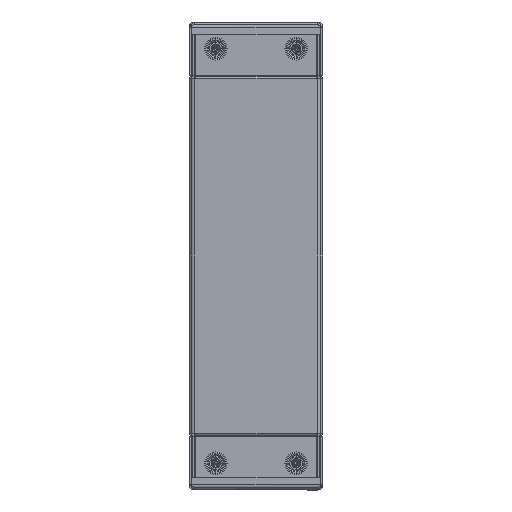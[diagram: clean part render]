
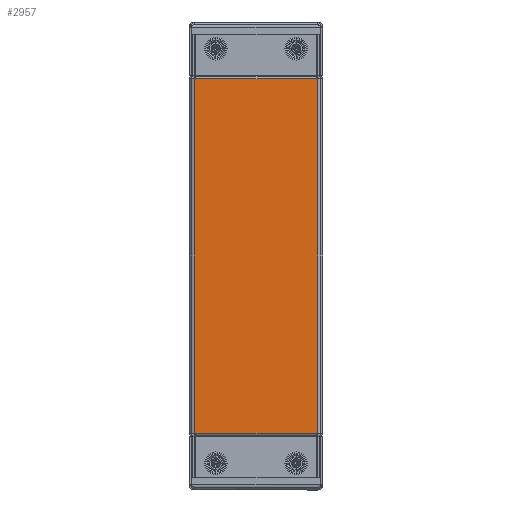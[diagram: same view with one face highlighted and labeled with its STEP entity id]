
A CAD part, left-side view. The second image highlights one B-rep face of the part: STEP entity #2957.
In plain terms, the highlighted face is planar.
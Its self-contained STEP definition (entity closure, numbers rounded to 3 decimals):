
#65 = FACE_OUTER_BOUND ( 'NONE', #9186, .T. ) ;
#81 = CARTESIAN_POINT ( 'NONE',  ( -132.5, 50., 0. ) ) ;
#217 = VERTEX_POINT ( 'NONE', #8555 ) ;
#395 = CARTESIAN_POINT ( 'NONE',  ( -132.5, -46., 0. ) ) ;
#461 = CARTESIAN_POINT ( 'NONE',  ( 132.5, 45.241, 0. ) ) ;
#464 = DIRECTION ( 'NONE',  ( 0., 1., 0. ) ) ;
#571 = VERTEX_POINT ( 'NONE', #8035 ) ;
#629 = CARTESIAN_POINT ( 'NONE',  ( 166., 46., 0. ) ) ;
#742 = VERTEX_POINT ( 'NONE', #461 ) ;
#1032 = LINE ( 'NONE', #3393, #3885 ) ;
#1163 = DIRECTION ( 'NONE',  ( 0., -1., 0. ) ) ;
#1389 = ORIENTED_EDGE ( 'NONE', *, *, #3076, .T. ) ;
#1509 = VECTOR ( 'NONE', #6333, 1000. ) ;
#1591 = LINE ( 'NONE', #4000, #2051 ) ;
#1812 = EDGE_CURVE ( 'NONE', #2339, #3822, #8368, .T. ) ;
#1964 = ORIENTED_EDGE ( 'NONE', *, *, #1812, .T. ) ;
#2051 = VECTOR ( 'NONE', #1163, 1000. ) ;
#2179 = VECTOR ( 'NONE', #2391, 1000. ) ;
#2249 = ORIENTED_EDGE ( 'NONE', *, *, #5780, .T. ) ;
#2308 = CARTESIAN_POINT ( 'NONE',  ( -132.5, -45.241, 0. ) ) ;
#2339 = VERTEX_POINT ( 'NONE', #6627 ) ;
#2391 = DIRECTION ( 'NONE',  ( 0., 1., 0. ) ) ;
#2473 = ORIENTED_EDGE ( 'NONE', *, *, #2995, .F. ) ;
#2788 = CARTESIAN_POINT ( 'NONE',  ( 132.5, -50., 0. ) ) ;
#2832 = DIRECTION ( 'NONE',  ( -1., 0., 0. ) ) ;
#2957 = ADVANCED_FACE ( 'NONE', ( #65 ), #8464, .F. ) ;
#2987 = VERTEX_POINT ( 'NONE', #4175 ) ;
#2995 = EDGE_CURVE ( 'NONE', #742, #2987, #5049, .T. ) ;
#3076 = EDGE_CURVE ( 'NONE', #7237, #217, #8180, .T. ) ;
#3393 = CARTESIAN_POINT ( 'NONE',  ( -132.5, -50., 0. ) ) ;
#3403 = AXIS2_PLACEMENT_3D ( 'NONE', #8495, #4291, #2832 ) ;
#3544 = VECTOR ( 'NONE', #5564, 1000. ) ;
#3822 = VERTEX_POINT ( 'NONE', #4548 ) ;
#3885 = VECTOR ( 'NONE', #464, 1000. ) ;
#4000 = CARTESIAN_POINT ( 'NONE',  ( 132.5, 50., 0. ) ) ;
#4175 = CARTESIAN_POINT ( 'NONE',  ( 132.5, -45.241, 0. ) ) ;
#4232 = VERTEX_POINT ( 'NONE', #2308 ) ;
#4291 = DIRECTION ( 'NONE',  ( 0., 0., -1. ) ) ;
#4548 = CARTESIAN_POINT ( 'NONE',  ( -132.5, 46., 0. ) ) ;
#4851 = ORIENTED_EDGE ( 'NONE', *, *, #6825, .F. ) ;
#4892 = CARTESIAN_POINT ( 'NONE',  ( -132.5, 50., 0. ) ) ;
#4932 = DIRECTION ( 'NONE',  ( 0., -1., 0. ) ) ;
#5049 = LINE ( 'NONE', #5689, #5164 ) ;
#5164 = VECTOR ( 'NONE', #4932, 1000. ) ;
#5511 = VECTOR ( 'NONE', #9168, 1000. ) ;
#5564 = DIRECTION ( 'NONE',  ( 0., -1., 0. ) ) ;
#5689 = CARTESIAN_POINT ( 'NONE',  ( 132.5, 50., 0. ) ) ;
#5780 = EDGE_CURVE ( 'NONE', #571, #4232, #7449, .T. ) ;
#6134 = EDGE_CURVE ( 'NONE', #571, #3822, #6216, .T. ) ;
#6139 = ORIENTED_EDGE ( 'NONE', *, *, #8336, .F. ) ;
#6216 = LINE ( 'NONE', #81, #2179 ) ;
#6333 = DIRECTION ( 'NONE',  ( -1., 0., 0. ) ) ;
#6627 = CARTESIAN_POINT ( 'NONE',  ( 132.5, 46., 0. ) ) ;
#6825 = EDGE_CURVE ( 'NONE', #7237, #4232, #1032, .T. ) ;
#6911 = ORIENTED_EDGE ( 'NONE', *, *, #6134, .F. ) ;
#7237 = VERTEX_POINT ( 'NONE', #395 ) ;
#7449 = LINE ( 'NONE', #4892, #3544 ) ;
#7579 = EDGE_CURVE ( 'NONE', #2339, #742, #1591, .T. ) ;
#7693 = ORIENTED_EDGE ( 'NONE', *, *, #7579, .F. ) ;
#8018 = DIRECTION ( 'NONE',  ( 1., 0., 0. ) ) ;
#8035 = CARTESIAN_POINT ( 'NONE',  ( -132.5, 45.241, 0. ) ) ;
#8180 = LINE ( 'NONE', #8702, #8651 ) ;
#8336 = EDGE_CURVE ( 'NONE', #2987, #217, #9332, .T. ) ;
#8368 = LINE ( 'NONE', #629, #1509 ) ;
#8464 = PLANE ( 'NONE',  #3403 ) ;
#8495 = CARTESIAN_POINT ( 'NONE',  ( 166., 50., 0. ) ) ;
#8555 = CARTESIAN_POINT ( 'NONE',  ( 132.5, -46., 0. ) ) ;
#8651 = VECTOR ( 'NONE', #8018, 1000. ) ;
#8702 = CARTESIAN_POINT ( 'NONE',  ( -166., -46., 0. ) ) ;
#9168 = DIRECTION ( 'NONE',  ( 0., -1., 0. ) ) ;
#9186 = EDGE_LOOP ( 'NONE', ( #2473, #7693, #1964, #6911, #2249, #4851, #1389, #6139 ) ) ;
#9332 = LINE ( 'NONE', #2788, #5511 ) ;
